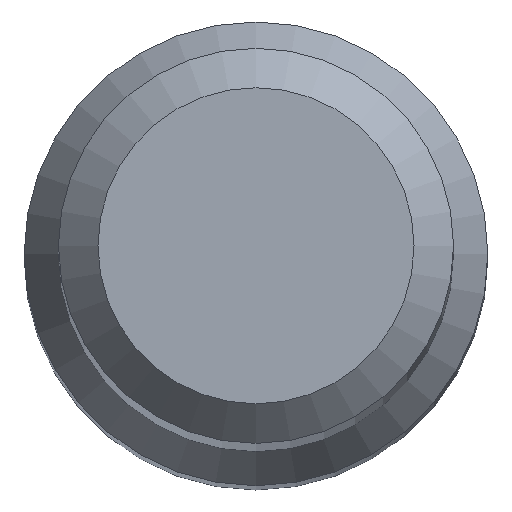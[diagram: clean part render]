
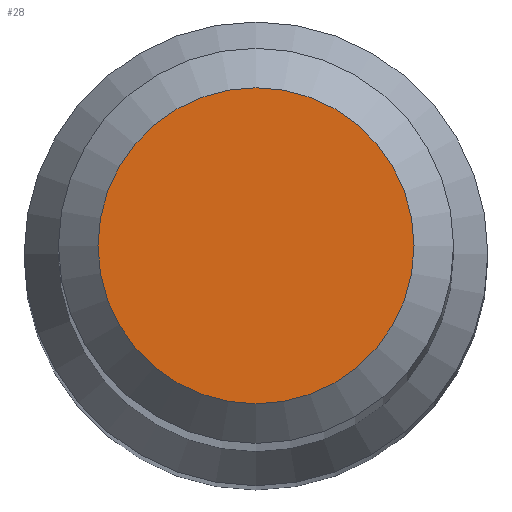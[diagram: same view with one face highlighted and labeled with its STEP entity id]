
A CAD part, top view. The second image highlights one B-rep face of the part: STEP entity #28.
In plain terms, the highlighted planar face has unit normal (0, 0, 1).
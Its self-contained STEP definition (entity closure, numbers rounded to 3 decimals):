
#12 = CARTESIAN_POINT ( 'NONE',  ( 0., 0., 63. ) ) ;
#16 = VERTEX_POINT ( 'NONE', #233 ) ;
#28 = ADVANCED_FACE ( 'NONE', ( #89 ), #203, .F. ) ;
#33 = CARTESIAN_POINT ( 'NONE',  ( 0., 0., 63. ) ) ;
#89 = FACE_OUTER_BOUND ( 'NONE', #101, .T. ) ;
#101 = EDGE_LOOP ( 'NONE', ( #102 ) ) ;
#102 = ORIENTED_EDGE ( 'NONE', *, *, #124, .F. ) ;
#109 = CIRCLE ( 'NONE', #209, 1.4 ) ;
#113 = DIRECTION ( 'NONE',  ( 0., 1., 0. ) ) ;
#124 = EDGE_CURVE ( 'NONE', #16, #16, #109, .T. ) ;
#145 = DIRECTION ( 'NONE',  ( 0., 0., -1. ) ) ;
#160 = DIRECTION ( 'NONE',  ( 0., 1., 0. ) ) ;
#168 = DIRECTION ( 'NONE',  ( 0., 0., -1. ) ) ;
#203 = PLANE ( 'NONE',  #208 ) ;
#208 = AXIS2_PLACEMENT_3D ( 'NONE', #33, #145, #160 ) ;
#209 = AXIS2_PLACEMENT_3D ( 'NONE', #12, #168, #113 ) ;
#233 = CARTESIAN_POINT ( 'NONE',  ( 0., 1.4, 63. ) ) ;
